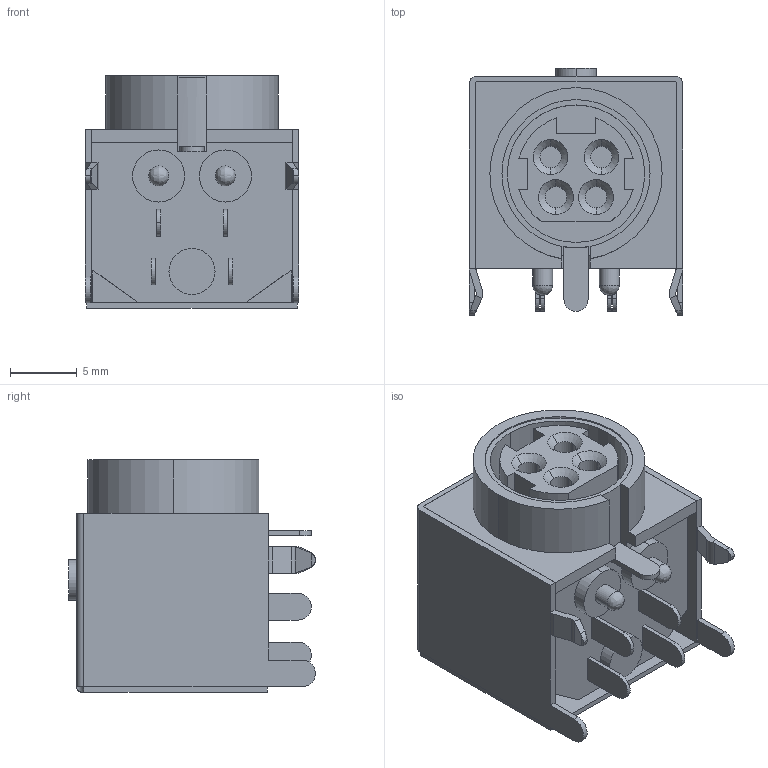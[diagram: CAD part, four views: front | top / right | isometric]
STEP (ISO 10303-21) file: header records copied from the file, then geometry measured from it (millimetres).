
FILE_DESCRIPTION (( 'STEP AP214' ), '1' );
FILE_NAME ('KPJX-4S-S.STEP', '2023-02-28T11:59:14', ( 'ADMIN' ), ( '' ), 'SwSTEP 2.0', 'SolidWorks 2016', '' );
FILE_SCHEMA (( 'AUTOMOTIVE_DESIGN' ));
Length unit declared in the file: millimetre
Products named in the file (1): KPJX-4S-S
Bounding box: 16 x 18.5 x 17.4 mm (x, y, z)
Volume: 3095.4 mm3; surface area: 2539.2 mm2
Topology: 1 solids, 1 shells, 174 faces, 454 edges, 294 vertices
Faces by surface type: plane 98, cylinder 66, cone 8, bspline 2
Entity records: 6278 total; most frequent: CARTESIAN_POINT 1055, DIRECTION 904, ORIENTED_EDGE 900, EDGE_CURVE 450, AXIS2_PLACEMENT_3D 307, VERTEX_POINT 294, VECTOR 290, LINE 290
